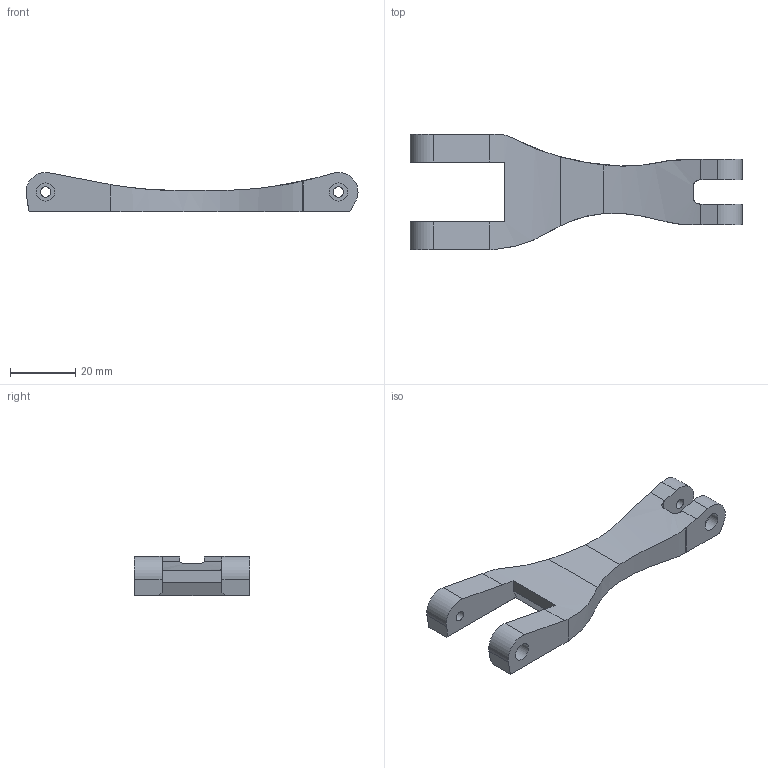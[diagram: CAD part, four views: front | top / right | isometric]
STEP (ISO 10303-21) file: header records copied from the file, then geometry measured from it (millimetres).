
FILE_DESCRIPTION(/* description */ (''),/* implementation_level */ '2;1');
FILE_NAME(/* name */ 'UpperArmFR.step',/* time_stamp */ '2023-11-22T18:14:10+01:00',/* author */ (''),/* organization */ (''),/* preprocessor_version */ 'ST-DEVELOPER v20',/* originating_system */ 'Autodesk Translation Framework v12.14.0.127',/* authorisation */ '');
FILE_SCHEMA (('AUTOMOTIVE_DESIGN { 1 0 10303 214 3 1 1 }'));
Length unit declared in the file: millimetre
Products named in the file (1): UpperArmFR
Bounding box: 102 x 35.4 x 12 mm (x, y, z)
Volume: 14782.1 mm3; surface area: 7125.2 mm2
Topology: 1 solids, 1 shells, 61 faces, 161 edges, 106 vertices
Faces by surface type: plane 42, cylinder 15, bspline 2, cone 2
Full cylindrical faces by diameter (mm): 3.2 x4, 5.6 x2
Entity records: 2221 total; most frequent: CARTESIAN_POINT 644, ORIENTED_EDGE 322, DIRECTION 304, EDGE_CURVE 161, LINE 118, VECTOR 118, VERTEX_POINT 106, AXIS2_PLACEMENT_3D 93
